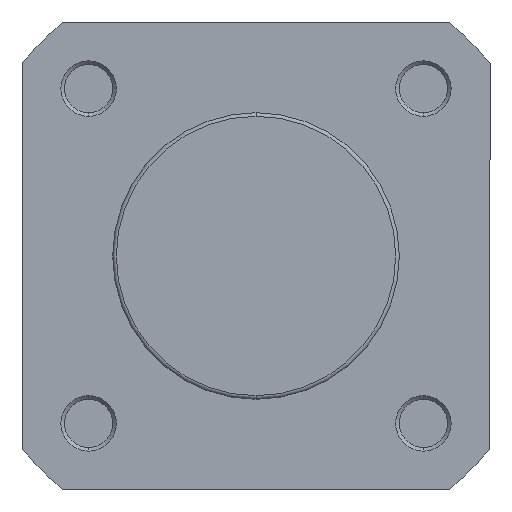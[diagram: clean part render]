
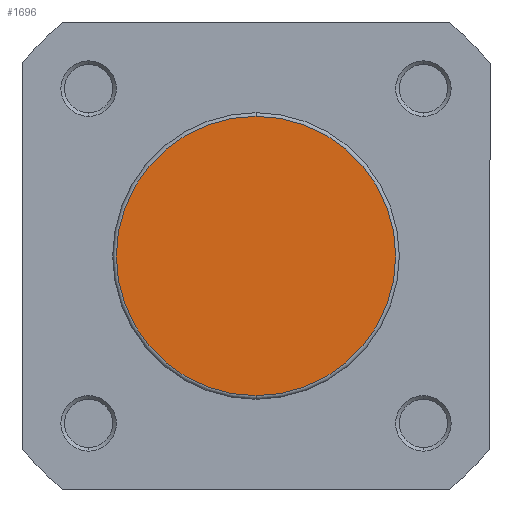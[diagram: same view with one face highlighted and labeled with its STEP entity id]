
A CAD part, left-side view. The second image highlights one B-rep face of the part: STEP entity #1696.
In plain terms, the highlighted planar face has unit normal (-1, 0, 0).
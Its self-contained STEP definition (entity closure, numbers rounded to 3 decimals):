
#245 = CARTESIAN_POINT ( 'NONE',  ( 0., 0., -19.4 ) ) ;
#298 = CARTESIAN_POINT ( 'NONE',  ( 0., 0., 19.4 ) ) ;
#1286 = CARTESIAN_POINT ( 'NONE',  ( 0., 0., 0. ) ) ;
#1292 = DIRECTION ( 'NONE',  ( -1., 0., 0. ) ) ;
#1293 = DIRECTION ( 'NONE',  ( 0., 0., -1. ) ) ;
#1328 = CARTESIAN_POINT ( 'NONE',  ( 0., 0., 0. ) ) ;
#1330 = DIRECTION ( 'NONE',  ( -1., 0., 0. ) ) ;
#1331 = DIRECTION ( 'NONE',  ( 0., 0., -1. ) ) ;
#1696 = ADVANCED_FACE ( 'NONE', ( #3384 ), #4819, .F. ) ;
#1785 = ORIENTED_EDGE ( 'NONE', *, *, #4537, .T. ) ;
#1890 = ORIENTED_EDGE ( 'NONE', *, *, #4520, .T. ) ;
#2188 = AXIS2_PLACEMENT_3D ( 'NONE', #4816, #4774, #4775 ) ;
#2468 = AXIS2_PLACEMENT_3D ( 'NONE', #1286, #1292, #1293 ) ;
#2474 = AXIS2_PLACEMENT_3D ( 'NONE', #1328, #1330, #1331 ) ;
#2841 = EDGE_LOOP ( 'NONE', ( #1785, #1890 ) ) ;
#3173 = VERTEX_POINT ( 'NONE', #298 ) ;
#3175 = VERTEX_POINT ( 'NONE', #245 ) ;
#3384 = FACE_OUTER_BOUND ( 'NONE', #2841, .T. ) ;
#4135 = CIRCLE ( 'NONE', #2468, 19.4 ) ;
#4152 = CIRCLE ( 'NONE', #2474, 19.4 ) ;
#4520 = EDGE_CURVE ( 'NONE', #3173, #3175, #4135, .T. ) ;
#4537 = EDGE_CURVE ( 'NONE', #3175, #3173, #4152, .T. ) ;
#4774 = DIRECTION ( 'NONE',  ( 1., 0., 0. ) ) ;
#4775 = DIRECTION ( 'NONE',  ( 0., 0., -1. ) ) ;
#4816 = CARTESIAN_POINT ( 'NONE',  ( 0., 19.9, 0. ) ) ;
#4819 = PLANE ( 'NONE',  #2188 ) ;
